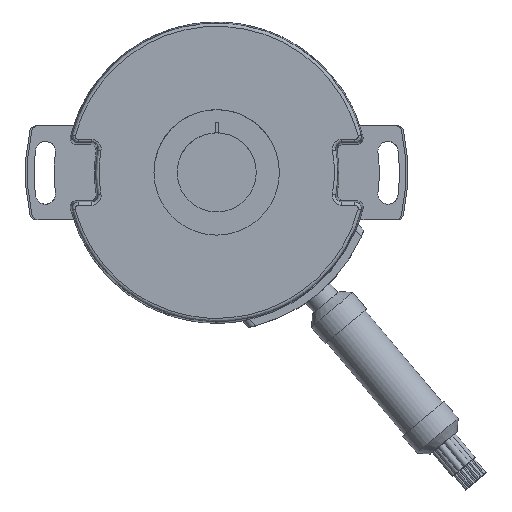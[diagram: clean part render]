
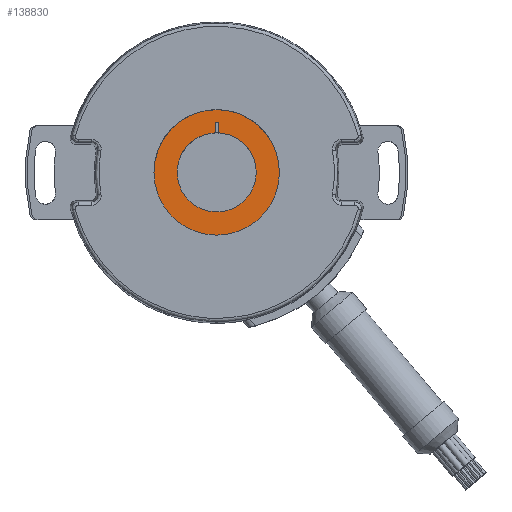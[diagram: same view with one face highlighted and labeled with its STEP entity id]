
A CAD part, top view. The second image highlights one B-rep face of the part: STEP entity #138830.
In plain terms, the highlighted face is planar.
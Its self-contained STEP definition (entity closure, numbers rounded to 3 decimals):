
#37880=CARTESIAN_POINT('',(599.136,95.595,-8.07));
#37890=VERTEX_POINT('',#37880);
#38070=CARTESIAN_POINT('',(619.136,95.595,-8.07));
#38080=VERTEX_POINT('',#38070);
#38110=CARTESIAN_POINT('',(609.136,95.595,-8.07));
#38120=DIRECTION('',(0.,0.,-1.));
#38130=DIRECTION('',(-1.,0.,0.));
#38140=AXIS2_PLACEMENT_3D('',#38110,#38120,#38130);
#38150=CIRCLE('',#38140,10.);
#38160=EDGE_CURVE('',#38080,#37890,#38150,.T.);
#127330=EDGE_CURVE('',#37890,#38080,#38150,.T.);
#138010=CARTESIAN_POINT('',(609.386,101.89,-8.07));
#138020=VERTEX_POINT('',#138010);
#138070=CARTESIAN_POINT('',(609.386,95.451,-8.07));
#138080=DIRECTION('',(0.,1.,0.));
#138090=VECTOR('',#138080,1.);
#138100=LINE('',#138070,#138090);
#138110=CARTESIAN_POINT('',(609.386,103.595,-8.07));
#138120=VERTEX_POINT('',#138110);
#138130=EDGE_CURVE('',#138020,#138120,#138100,.T.);
#138400=CARTESIAN_POINT('',(593.405,106.095,-8.07));
#138410=DIRECTION('',(0.,0.,-1.));
#138420=DIRECTION('',(-1.,0.,0.));
#138430=AXIS2_PLACEMENT_3D('',#138400,#138410,#138420);
#138440=PLANE('',#138430);
#138450=CARTESIAN_POINT('',(608.886,95.74,-8.07));
#138460=DIRECTION('',(0.,-1.,0.));
#138470=VECTOR('',#138460,1.);
#138480=LINE('',#138450,#138470);
#138490=CARTESIAN_POINT('',(608.886,103.595,-8.07));
#138500=VERTEX_POINT('',#138490);
#138510=CARTESIAN_POINT('',(608.886,101.89,-8.07));
#138520=VERTEX_POINT('',#138510);
#138530=EDGE_CURVE('',#138500,#138520,#138480,.T.);
#138540=ORIENTED_EDGE('',*,*,#138530,.T.);
#138550=CARTESIAN_POINT('',(627.611,103.595,-8.07));
#138560=DIRECTION('',(-1.,0.,0.));
#138570=VECTOR('',#138560,1.);
#138580=LINE('',#138550,#138570);
#138590=EDGE_CURVE('',#138120,#138500,#138580,.T.);
#138600=ORIENTED_EDGE('',*,*,#138590,.T.);
#138610=ORIENTED_EDGE('',*,*,#138130,.T.);
#138620=CARTESIAN_POINT('',(609.136,95.595,-8.07));
#138630=DIRECTION('',(0.,0.,-1.));
#138640=DIRECTION('',(-1.,0.,0.));
#138650=AXIS2_PLACEMENT_3D('',#138620,#138630,#138640);
#138660=CIRCLE('',#138650,6.3);
#138670=CARTESIAN_POINT('',(615.436,95.595,-8.07));
#138680=VERTEX_POINT('',#138670);
#138690=EDGE_CURVE('',#138020,#138680,#138660,.T.);
#138700=ORIENTED_EDGE('',*,*,#138690,.F.);
#138710=CARTESIAN_POINT('',(602.836,95.595,-8.07));
#138720=VERTEX_POINT('',#138710);
#138730=EDGE_CURVE('',#138680,#138720,#138660,.T.);
#138740=ORIENTED_EDGE('',*,*,#138730,.F.);
#138750=EDGE_CURVE('',#138720,#138520,#138660,.T.);
#138760=ORIENTED_EDGE('',*,*,#138750,.F.);
#138770=EDGE_LOOP('',(#138760,#138740,#138700,#138610,#138600,#138540));
#138780=FACE_BOUND('',#138770,.T.);
#138790=ORIENTED_EDGE('',*,*,#127330,.T.);
#138800=ORIENTED_EDGE('',*,*,#38160,.T.);
#138810=EDGE_LOOP('',(#138800,#138790));
#138820=FACE_OUTER_BOUND('',#138810,.T.);
#138830=ADVANCED_FACE('',(#138780,#138820),#138440,.T.);
